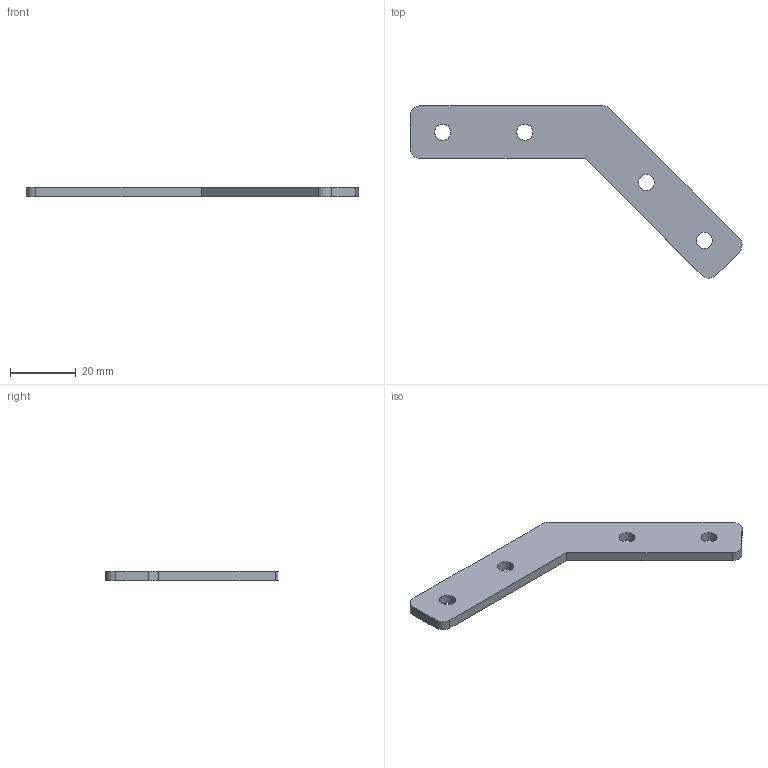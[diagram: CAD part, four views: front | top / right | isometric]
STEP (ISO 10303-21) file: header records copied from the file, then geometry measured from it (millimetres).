
FILE_DESCRIPTION(/* description */ ('GIUNZIONE. ANG. A 45� PER PROF. SERIE 30'),/* implementation_level */ '2;1');
FILE_NAME(/* name */ 'CGIPR0000088.stp',/* time_stamp */ '2018-06-19T09:16:56+02:00',/* author */ ('fzagni'),/* organization */ (''),/* preprocessor_version */ 'ST-DEVELOPER v16.1',/* originating_system */ 'Autodesk Inventor 2016',/* authorisation */ '');
FILE_SCHEMA (('AUTOMOTIVE_DESIGN { 1 0 10303 214 3 1 1 }'));
Length unit declared in the file: millimetre
Products named in the file (1): 14.332.00
Bounding box: 101.17 x 52.49 x 3 mm (x, y, z)
Volume: 5190.3 mm3; surface area: 4405.9 mm2
Topology: 1 solids, 1 shells, 17 faces, 49 edges, 34 vertices
Faces by surface type: cylinder 9, plane 8
Full cylindrical faces by diameter (mm): 4.917 x4
Entity records: 557 total; most frequent: DIRECTION 95, CARTESIAN_POINT 89, ORIENTED_EDGE 82, EDGE_CURVE 41, AXIS2_PLACEMENT_3D 36, VERTEX_POINT 30, EDGE_LOOP 29, LINE 23
